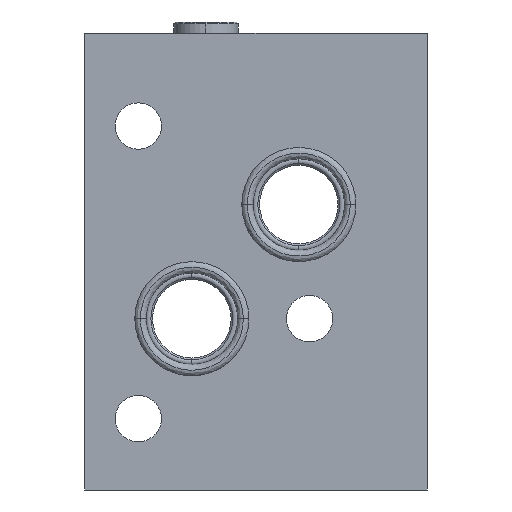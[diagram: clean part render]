
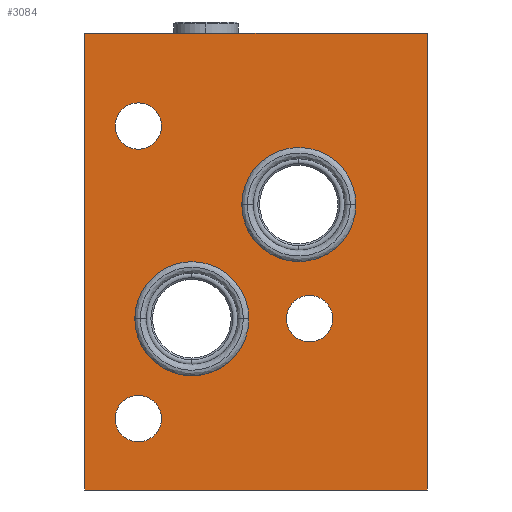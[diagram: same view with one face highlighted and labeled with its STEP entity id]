
A CAD part, left-side view. The second image highlights one B-rep face of the part: STEP entity #3084.
In plain terms, the highlighted planar face has unit normal (-1, 0, 0).
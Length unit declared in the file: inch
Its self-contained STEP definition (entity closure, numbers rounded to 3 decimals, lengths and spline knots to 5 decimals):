
#1=DIRECTION('',(0.,-1.,0.));
#2=VECTOR('',#1,3.);
#3=CARTESIAN_POINT('',(0.,0.,0.));
#4=LINE('',#3,#2);
#27=DIRECTION('',(0.,0.,1.));
#28=VECTOR('',#27,4.);
#29=CARTESIAN_POINT('',(0.,0.,0.));
#30=LINE('',#29,#28);
#31=CARTESIAN_POINT('',(0.,-1.969,1.5));
#32=DIRECTION('',(1.,0.,0.));
#33=DIRECTION('',(0.,0.,-1.));
#34=AXIS2_PLACEMENT_3D('',#31,#32,#33);
#36=CARTESIAN_POINT('',(0.,-1.969,1.5));
#37=DIRECTION('',(1.,0.,0.));
#38=DIRECTION('',(0.,0.,1.));
#39=AXIS2_PLACEMENT_3D('',#36,#37,#38);
#41=CARTESIAN_POINT('',(0.,-0.469,0.625));
#42=DIRECTION('',(1.,0.,0.));
#43=DIRECTION('',(0.,0.,-1.));
#44=AXIS2_PLACEMENT_3D('',#41,#42,#43);
#46=CARTESIAN_POINT('',(0.,-0.469,0.625));
#47=DIRECTION('',(1.,0.,0.));
#48=DIRECTION('',(0.,0.,1.));
#49=AXIS2_PLACEMENT_3D('',#46,#47,#48);
#51=CARTESIAN_POINT('',(0.,-0.469,3.188));
#52=DIRECTION('',(1.,0.,0.));
#53=DIRECTION('',(0.,0.,-1.));
#54=AXIS2_PLACEMENT_3D('',#51,#52,#53);
#56=CARTESIAN_POINT('',(0.,-0.469,3.188));
#57=DIRECTION('',(1.,0.,0.));
#58=DIRECTION('',(0.,0.,1.));
#59=AXIS2_PLACEMENT_3D('',#56,#57,#58);
#61=CARTESIAN_POINT('',(0.,-1.875,2.5));
#62=DIRECTION('',(1.,0.,0.));
#63=DIRECTION('',(0.,0.,-1.));
#64=AXIS2_PLACEMENT_3D('',#61,#62,#63);
#66=CARTESIAN_POINT('',(0.,-1.875,2.5));
#67=DIRECTION('',(1.,0.,0.));
#68=DIRECTION('',(0.,0.,1.));
#69=AXIS2_PLACEMENT_3D('',#66,#67,#68);
#71=CARTESIAN_POINT('',(0.,-0.938,1.5));
#72=DIRECTION('',(1.,0.,0.));
#73=DIRECTION('',(0.,0.,-1.));
#74=AXIS2_PLACEMENT_3D('',#71,#72,#73);
#76=CARTESIAN_POINT('',(0.,-0.938,1.5));
#77=DIRECTION('',(1.,0.,0.));
#78=DIRECTION('',(0.,0.,1.));
#79=AXIS2_PLACEMENT_3D('',#76,#77,#78);
#149=DIRECTION('',(0.,0.,1.));
#150=VECTOR('',#149,4.);
#151=CARTESIAN_POINT('',(0.,-3.,0.));
#152=LINE('',#151,#150);
#153=DIRECTION('',(0.,-1.,0.));
#154=VECTOR('',#153,3.);
#155=CARTESIAN_POINT('',(0.,0.,4.));
#156=LINE('',#155,#154);
#2611=CARTESIAN_POINT('',(0.,0.,0.));
#2612=CARTESIAN_POINT('',(0.,-3.,0.));
#2613=VERTEX_POINT('',#2611);
#2614=VERTEX_POINT('',#2612);
#2619=CARTESIAN_POINT('',(0.,0.,4.));
#2620=CARTESIAN_POINT('',(0.,-3.,4.));
#2621=VERTEX_POINT('',#2619);
#2622=VERTEX_POINT('',#2620);
#2657=CARTESIAN_POINT('',(0.,-1.969,1.297));
#2658=CARTESIAN_POINT('',(0.,-1.969,1.703));
#2659=VERTEX_POINT('',#2657);
#2660=VERTEX_POINT('',#2658);
#2661=CARTESIAN_POINT('',(0.,-0.469,0.422));
#2662=CARTESIAN_POINT('',(0.,-0.469,0.828));
#2663=VERTEX_POINT('',#2661);
#2664=VERTEX_POINT('',#2662);
#2665=CARTESIAN_POINT('',(0.,-0.469,2.985));
#2666=CARTESIAN_POINT('',(0.,-0.469,3.391));
#2667=VERTEX_POINT('',#2665);
#2668=VERTEX_POINT('',#2666);
#2685=CARTESIAN_POINT('',(0.,-1.875,2.));
#2686=CARTESIAN_POINT('',(0.,-1.875,3.));
#2687=VERTEX_POINT('',#2685);
#2688=VERTEX_POINT('',#2686);
#2705=CARTESIAN_POINT('',(0.,-0.938,1.));
#2706=CARTESIAN_POINT('',(0.,-0.938,2.));
#2707=VERTEX_POINT('',#2705);
#2708=VERTEX_POINT('',#2706);
#3040=CARTESIAN_POINT('',(0.,0.,0.));
#3041=DIRECTION('',(-1.,0.,0.));
#3042=DIRECTION('',(0.,-1.,0.));
#3043=AXIS2_PLACEMENT_3D('',#3040,#3041,#3042);
#3044=PLANE('',#3043);
#3045=ORIENTED_EDGE('',*,*,#3023,.F.);
#3047=ORIENTED_EDGE('',*,*,#3046,.T.);
#3049=ORIENTED_EDGE('',*,*,#3048,.T.);
#3051=ORIENTED_EDGE('',*,*,#3050,.F.);
#3052=EDGE_LOOP('',(#3045,#3047,#3049,#3051));
#3053=FACE_OUTER_BOUND('',#3052,.F.);
#3055=ORIENTED_EDGE('',*,*,#3054,.F.);
#3057=ORIENTED_EDGE('',*,*,#3056,.F.);
#3058=EDGE_LOOP('',(#3055,#3057));
#3059=FACE_BOUND('',#3058,.F.);
#3061=ORIENTED_EDGE('',*,*,#3060,.F.);
#3063=ORIENTED_EDGE('',*,*,#3062,.F.);
#3064=EDGE_LOOP('',(#3061,#3063));
#3065=FACE_BOUND('',#3064,.F.);
#3067=ORIENTED_EDGE('',*,*,#3066,.F.);
#3069=ORIENTED_EDGE('',*,*,#3068,.F.);
#3070=EDGE_LOOP('',(#3067,#3069));
#3071=FACE_BOUND('',#3070,.F.);
#3073=ORIENTED_EDGE('',*,*,#3072,.F.);
#3075=ORIENTED_EDGE('',*,*,#3074,.F.);
#3076=EDGE_LOOP('',(#3073,#3075));
#3077=FACE_BOUND('',#3076,.F.);
#3079=ORIENTED_EDGE('',*,*,#3078,.F.);
#3081=ORIENTED_EDGE('',*,*,#3080,.F.);
#3082=EDGE_LOOP('',(#3079,#3081));
#3083=FACE_BOUND('',#3082,.F.);
#3084=ADVANCED_FACE('',(#3053,#3059,#3065,#3071,#3077,#3083),#3044,.T.);
#35=CIRCLE('',#34,0.203);
#40=CIRCLE('',#39,0.203);
#45=CIRCLE('',#44,0.203);
#50=CIRCLE('',#49,0.203);
#55=CIRCLE('',#54,0.203);
#60=CIRCLE('',#59,0.203);
#65=CIRCLE('',#64,0.5);
#70=CIRCLE('',#69,0.5);
#75=CIRCLE('',#74,0.5);
#80=CIRCLE('',#79,0.5);
#3023=EDGE_CURVE('',#2613,#2614,#4,.T.);
#3046=EDGE_CURVE('',#2613,#2621,#30,.T.);
#3048=EDGE_CURVE('',#2621,#2622,#156,.T.);
#3050=EDGE_CURVE('',#2614,#2622,#152,.T.);
#3054=EDGE_CURVE('',#2659,#2660,#35,.T.);
#3056=EDGE_CURVE('',#2660,#2659,#40,.T.);
#3060=EDGE_CURVE('',#2663,#2664,#45,.T.);
#3062=EDGE_CURVE('',#2664,#2663,#50,.T.);
#3066=EDGE_CURVE('',#2667,#2668,#55,.T.);
#3068=EDGE_CURVE('',#2668,#2667,#60,.T.);
#3072=EDGE_CURVE('',#2687,#2688,#65,.T.);
#3074=EDGE_CURVE('',#2688,#2687,#70,.T.);
#3078=EDGE_CURVE('',#2707,#2708,#75,.T.);
#3080=EDGE_CURVE('',#2708,#2707,#80,.T.);
